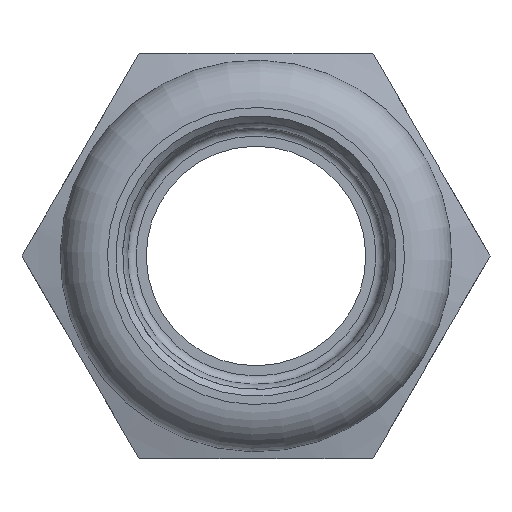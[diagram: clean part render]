
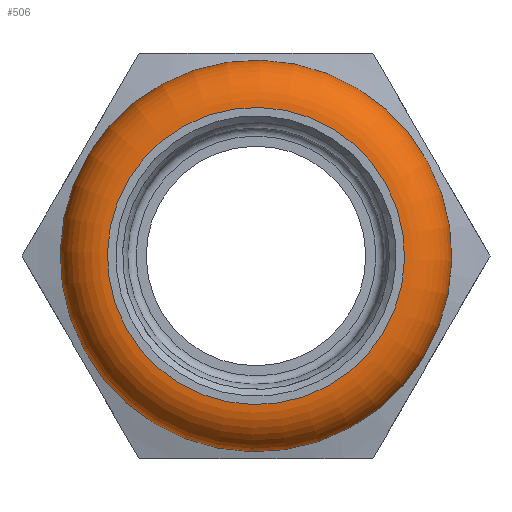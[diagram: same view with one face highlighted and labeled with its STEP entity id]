
A CAD part, left-side view. The second image highlights one B-rep face of the part: STEP entity #506.
In plain terms, the highlighted toroidal (fillet/blend) face has major radius 8.8 mm and minor radius 2.8 mm.
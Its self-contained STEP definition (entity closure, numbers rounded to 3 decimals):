
#14=TOROIDAL_SURFACE('',#570,8.8,2.8);
#71=FACE_OUTER_BOUND('',#103,.T.);
#103=EDGE_LOOP('',(#375,#376,#377,#378));
#173=CIRCLE('',#568,11.006);
#175=CIRCLE('',#571,8.8);
#176=CIRCLE('',#572,2.8);
#223=VERTEX_POINT('',#915);
#225=VERTEX_POINT('',#921);
#278=EDGE_CURVE('',#223,#223,#173,.T.);
#281=EDGE_CURVE('',#225,#225,#175,.T.);
#282=EDGE_CURVE('',#225,#223,#176,.T.);
#375=ORIENTED_EDGE('',*,*,#281,.F.);
#376=ORIENTED_EDGE('',*,*,#282,.T.);
#377=ORIENTED_EDGE('',*,*,#278,.T.);
#378=ORIENTED_EDGE('',*,*,#282,.F.);
#506=ADVANCED_FACE('',(#71),#14,.T.);
#568=AXIS2_PLACEMENT_3D('',#916,#669,#670);
#570=AXIS2_PLACEMENT_3D('',#920,#674,#675);
#571=AXIS2_PLACEMENT_3D('',#922,#676,#677);
#572=AXIS2_PLACEMENT_3D('',#923,#678,#679);
#669=DIRECTION('center_axis',(-1.,0.,0.));
#670=DIRECTION('ref_axis',(0.,1.,0.));
#674=DIRECTION('center_axis',(-1.,0.,0.));
#675=DIRECTION('ref_axis',(0.,0.878,-0.479));
#676=DIRECTION('center_axis',(-1.,0.,0.));
#677=DIRECTION('ref_axis',(0.,1.,0.));
#678=DIRECTION('center_axis',(0.,0.479,0.878));
#679=DIRECTION('ref_axis',(0.,-0.878,0.479));
#915=CARTESIAN_POINT('',(4.524,-9.659,5.277));
#916=CARTESIAN_POINT('Origin',(4.524,0.,0.));
#920=CARTESIAN_POINT('Origin',(2.8,0.,0.));
#921=CARTESIAN_POINT('',(0.,-7.723,4.219));
#922=CARTESIAN_POINT('Origin',(0.,0.,0.));
#923=CARTESIAN_POINT('Origin',(2.8,-7.723,4.219));
